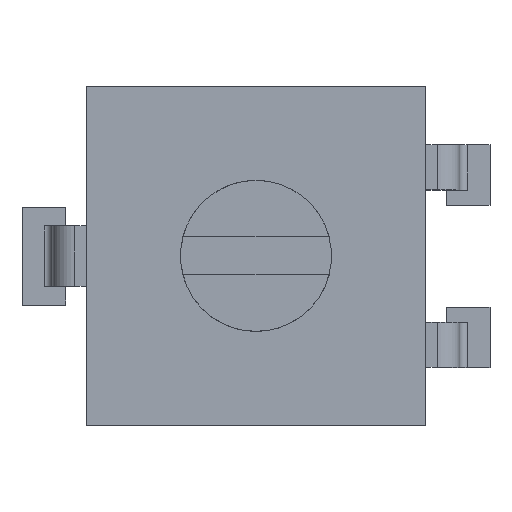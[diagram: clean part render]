
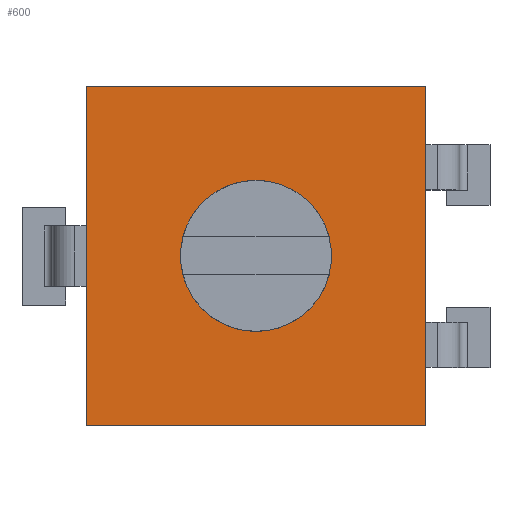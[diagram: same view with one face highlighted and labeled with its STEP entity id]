
A CAD part, top view. The second image highlights one B-rep face of the part: STEP entity #600.
In plain terms, the highlighted planar face has unit normal (0, 0, 1).
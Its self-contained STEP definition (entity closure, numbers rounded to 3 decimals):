
#415 = VERTEX_POINT('',#416);
#416 = CARTESIAN_POINT('',(2.25,-2.25,2.35));
#433 = VERTEX_POINT('',#434);
#434 = CARTESIAN_POINT('',(2.25,2.25,2.35));
#440 = EDGE_CURVE('',#415,#433,#441,.T.);
#441 = LINE('',#442,#443);
#442 = CARTESIAN_POINT('',(2.25,-2.25,2.35));
#443 = VECTOR('',#444,1.);
#444 = DIRECTION('',(0.,1.,0.));
#514 = VERTEX_POINT('',#515);
#515 = CARTESIAN_POINT('',(-2.25,2.25,2.35));
#521 = EDGE_CURVE('',#433,#514,#522,.T.);
#522 = LINE('',#523,#524);
#523 = CARTESIAN_POINT('',(2.25,2.25,2.35));
#524 = VECTOR('',#525,1.);
#525 = DIRECTION('',(-1.,0.,0.));
#561 = VERTEX_POINT('',#562);
#562 = CARTESIAN_POINT('',(-2.25,-2.25,2.35));
#568 = EDGE_CURVE('',#514,#561,#569,.T.);
#569 = LINE('',#570,#571);
#570 = CARTESIAN_POINT('',(-2.25,-2.25,2.35));
#571 = VECTOR('',#572,1.);
#572 = DIRECTION('',(0.,-1.,0.));
#590 = EDGE_CURVE('',#561,#415,#591,.T.);
#591 = LINE('',#592,#593);
#592 = CARTESIAN_POINT('',(2.25,-2.25,2.35));
#593 = VECTOR('',#594,1.);
#594 = DIRECTION('',(1.,0.,0.));
#600 = ADVANCED_FACE('',(#601,#621),#627,.T.);
#601 = FACE_BOUND('',#602,.T.);
#602 = EDGE_LOOP('',(#603,#614));
#603 = ORIENTED_EDGE('',*,*,#604,.F.);
#604 = EDGE_CURVE('',#605,#607,#609,.T.);
#605 = VERTEX_POINT('',#606);
#606 = CARTESIAN_POINT('',(-1.,0.,2.35));
#607 = VERTEX_POINT('',#608);
#608 = CARTESIAN_POINT('',(0.968,0.25,2.35));
#609 = CIRCLE('',#610,1.);
#610 = AXIS2_PLACEMENT_3D('',#611,#612,#613);
#611 = CARTESIAN_POINT('',(0.,0.,2.35));
#612 = DIRECTION('',(0.,0.,1.));
#613 = DIRECTION('',(-1.,0.,0.));
#614 = ORIENTED_EDGE('',*,*,#615,.F.);
#615 = EDGE_CURVE('',#607,#605,#616,.T.);
#616 = CIRCLE('',#617,1.);
#617 = AXIS2_PLACEMENT_3D('',#618,#619,#620);
#618 = CARTESIAN_POINT('',(0.,0.,2.35));
#619 = DIRECTION('',(0.,0.,1.));
#620 = DIRECTION('',(-1.,0.,0.));
#621 = FACE_BOUND('',#622,.T.);
#622 = EDGE_LOOP('',(#623,#624,#625,#626));
#623 = ORIENTED_EDGE('',*,*,#440,.T.);
#624 = ORIENTED_EDGE('',*,*,#521,.T.);
#625 = ORIENTED_EDGE('',*,*,#568,.T.);
#626 = ORIENTED_EDGE('',*,*,#590,.T.);
#627 = PLANE('',#628);
#628 = AXIS2_PLACEMENT_3D('',#629,#630,#631);
#629 = CARTESIAN_POINT('',(0.,0.,2.35));
#630 = DIRECTION('',(0.,0.,1.));
#631 = DIRECTION('',(-1.,0.,0.));
